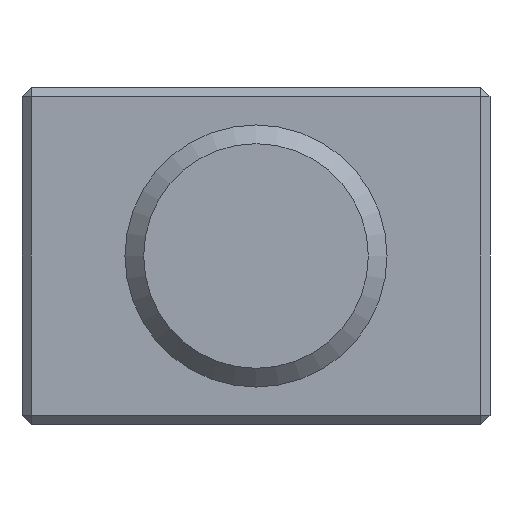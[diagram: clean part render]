
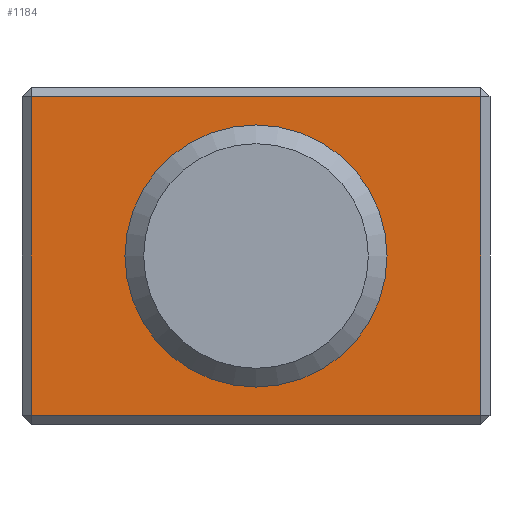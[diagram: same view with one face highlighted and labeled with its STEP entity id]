
A CAD part, front view. The second image highlights one B-rep face of the part: STEP entity #1184.
In plain terms, the highlighted planar face has unit normal (0, -1, 0).
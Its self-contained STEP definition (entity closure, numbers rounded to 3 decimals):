
#478=CARTESIAN_POINT('',(0.5,0.0,0.5));
#479=VERTEX_POINT('',#478);
#595=CARTESIAN_POINT('',(24.5,0.0,0.5));
#596=VERTEX_POINT('',#595);
#628=CARTESIAN_POINT('',(24.5,0.0,0.5));
#629=DIRECTION('',(-1.0,0.0,0.0));
#630=VECTOR('',#629,24.0);
#631=LINE('',#628,#630);
#632=EDGE_CURVE('',#596,#479,#631,.T.);
#681=CARTESIAN_POINT('',(0.5,0.0,17.5));
#682=VERTEX_POINT('',#681);
#711=CARTESIAN_POINT('',(0.5,0.0,0.5));
#712=DIRECTION('',(0.0,0.0,1.0));
#713=VECTOR('',#712,17.0);
#714=LINE('',#711,#713);
#715=EDGE_CURVE('',#479,#682,#714,.T.);
#725=CARTESIAN_POINT('',(24.5,0.0,17.5));
#726=VERTEX_POINT('',#725);
#758=CARTESIAN_POINT('',(24.5,0.0,17.5));
#759=DIRECTION('',(0.0,0.0,-1.0));
#760=VECTOR('',#759,17.0);
#761=LINE('',#758,#760);
#762=EDGE_CURVE('',#726,#596,#761,.T.);
#802=CARTESIAN_POINT('',(0.5,0.0,17.5));
#803=DIRECTION('',(1.0,0.0,0.0));
#804=VECTOR('',#803,24.0);
#805=LINE('',#802,#804);
#806=EDGE_CURVE('',#682,#726,#805,.T.);
#1162=CARTESIAN_POINT('',(25.0,0.0,0.0));
#1163=DIRECTION('',(0.0,-1.0,0.0));
#1164=DIRECTION('',(0.0,0.0,-1.0));
#1165=AXIS2_PLACEMENT_3D('',#1162,#1163,#1164);
#1166=PLANE('',#1165);
#1167=ORIENTED_EDGE('',*,*,#632,.F.);
#1168=ORIENTED_EDGE('',*,*,#762,.F.);
#1169=ORIENTED_EDGE('',*,*,#806,.F.);
#1170=ORIENTED_EDGE('',*,*,#715,.F.);
#1171=EDGE_LOOP('',(#1167,#1168,#1169,#1170));
#1172=FACE_OUTER_BOUND('',#1171,.T.);
#1173=CARTESIAN_POINT('',(19.5,0.0,9.));
#1174=VERTEX_POINT('',#1173);
#1175=CARTESIAN_POINT('',(12.5,0.0,9.0));
#1176=DIRECTION('',(0.0,1.0,0.0));
#1177=DIRECTION('',(-1.0,0.0,0.0));
#1178=AXIS2_PLACEMENT_3D('',#1175,#1176,#1177);
#1179=CIRCLE('',#1178,7.);
#1180=EDGE_CURVE('',#1174,#1174,#1179,.T.);
#1181=ORIENTED_EDGE('',*,*,#1180,.T.);
#1182=EDGE_LOOP('',(#1181));
#1183=FACE_BOUND('',#1182,.T.);
#1184=ADVANCED_FACE('',(#1172,#1183),#1166,.T.);
